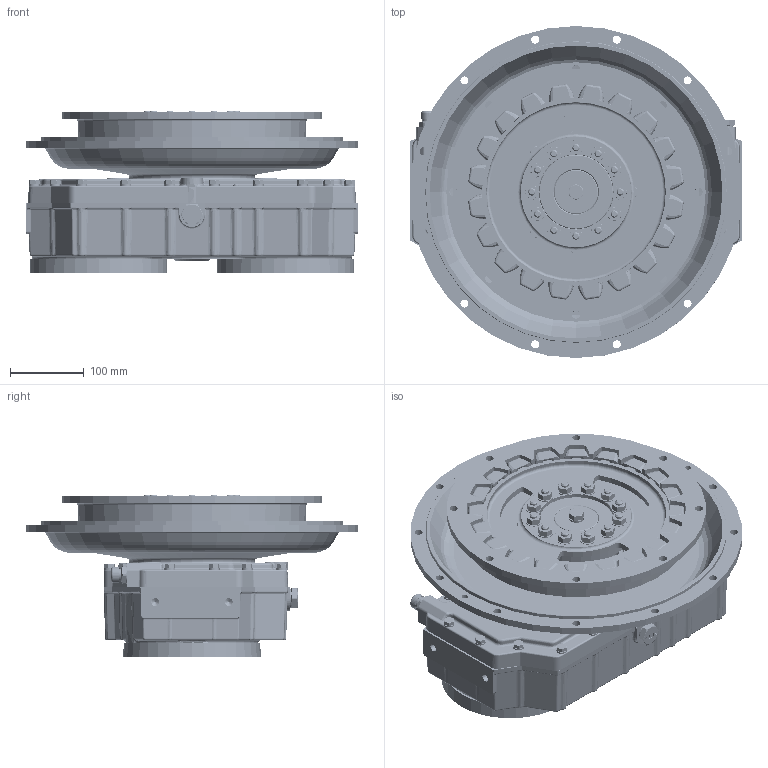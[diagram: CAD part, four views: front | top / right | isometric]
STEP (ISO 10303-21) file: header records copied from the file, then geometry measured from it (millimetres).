
FILE_DESCRIPTION (( 'STEP AP214' ), '1' );
FILE_NAME ('1029013K.STEP', '2017-06-23T13:54:32', ( 'utente' ), ( 'Hewlett-Packard Company' ), 'SwSTEP 2.0', 'SolidWorks 2015', '' );
FILE_SCHEMA (( 'AUTOMOTIVE_DESIGN' ));
Length unit declared in the file: millimetre
Products named in the file (8): IT1041036_rev00-installation; IT1041103_rev00-installation; IT1071048B_rev02-installation; IT2021180_rev06-installation; ITam216-002_rev00-installation; ITam216-001_rev01-installation; ITB00110000_rev01-installation; 1029013K
Assembly tree (8 placements, depth 2):
  1029013K
    ITB00110000_rev01-installation
    ITam216-001_rev01-installation
    ITam216-002_rev00-installation
    IT2021180_rev06-installation  x2
    IT1071048B_rev02-installation
    IT1041103_rev00-installation
    IT1041036_rev00-installation
Bounding box: 451 x 451 x 220.9 mm (x, y, z)
Volume: 5291624.2 mm3; surface area: 2104717.6 mm2
Topology: 33 solids, 124 shells, 6033 faces, 15289 edges, 9691 vertices
Faces by surface type: plane 2574, cylinder 1575, bspline 1164, cone 374, torus 336, sphere 10
Full cylindrical faces by diameter (mm): 2 x2, 2.5 x2, 5 x1, 8 x45, 8.5 x4, 8.8 x28, 9 x19, 10 x92, 10.5 x28, 11 x22, 12 x28, 12.2 x19, 13 x3, 14 x24, 16 x9, 16.2 x20, 17 x10, 17.2 x1, 18 x1, 18.5 x3, 19.3 x1, 20 x5, 21 x12, 21.3 x1, 22.28 x2, 23.7 x1, 24 x1, 26 x2, 26.6 x2, 27.65 x2
Entity records: 306499 total; most frequent: CARTESIAN_POINT 115801, ORIENTED_EDGE 26942, DIRECTION 22746, EDGE_CURVE 13476, VERTEX_POINT 8991, AXIS2_PLACEMENT_3D 8260, EDGE_LOOP 7233, FACE_OUTER_BOUND 6395
